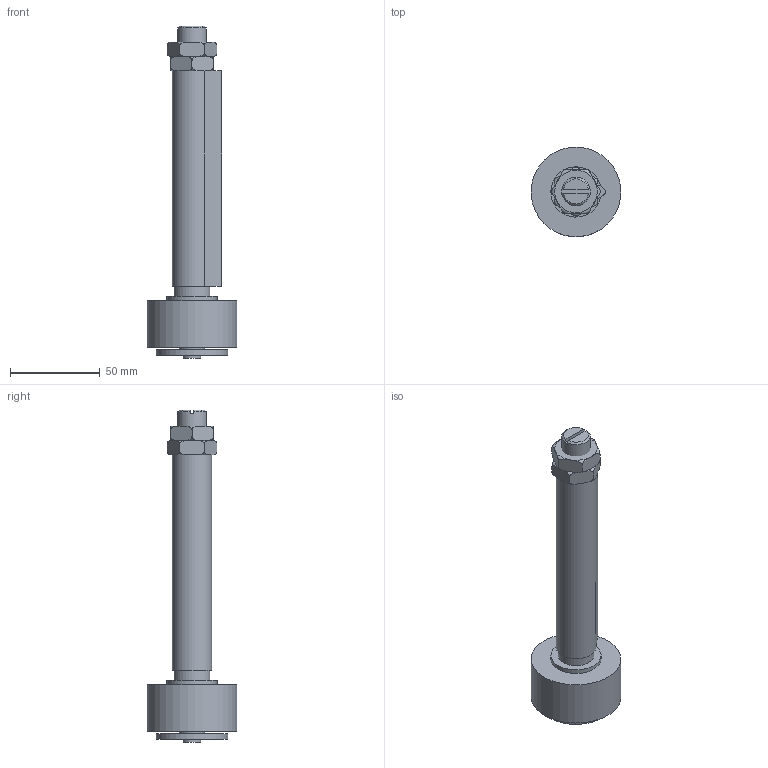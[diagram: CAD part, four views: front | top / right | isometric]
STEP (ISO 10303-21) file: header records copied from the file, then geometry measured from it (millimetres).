
FILE_DESCRIPTION(/* description */ (''),/* implementation_level */ '2;1');
FILE_NAME(/* name */ '1114SOE.stp',/* time_stamp */ '2020-03-03T10:50:26+01:00',/* author */ ('MMALFROY'),/* organization */ (''),/* preprocessor_version */ 'ST-DEVELOPER v17.2',/* originating_system */ 'Autodesk Inventor 2019',/* authorisation */ '');
FILE_SCHEMA (('AUTOMOTIVE_DESIGN { 1 0 10303 214 3 1 1 }'));
Length unit declared in the file: millimetre
Products named in the file (8): 1114SOE; 15664; 14293; 14296; 15742; 14601; 16412; 06016
Assembly tree (8 placements, depth 2):
  1114SOE
    15664
    14293
    14296
    15742
    14601
    16412
    06016  x2
Bounding box: 49.86 x 49.86 x 185 mm (x, y, z)
Volume: 110913.5 mm3; surface area: 42349.2 mm2
Topology: 8 solids, 8 shells, 82 faces, 203 edges, 139 vertices
Faces by surface type: plane 60, cylinder 16, torus 4, cone 2
Full cylindrical faces by diameter (mm): 10 x2, 13.835 x2, 14 x1, 14.2 x1, 16 x1, 16.1 x1, 16.3 x1, 20 x1, 24.15 x1, 28 x1, 40 x1, 50 x1
Entity records: 2348 total; most frequent: CARTESIAN_POINT 582, DIRECTION 333, ORIENTED_EDGE 278, EDGE_CURVE 139, AXIS2_PLACEMENT_3D 137, VERTEX_POINT 96, EDGE_LOOP 73, CIRCLE 62
